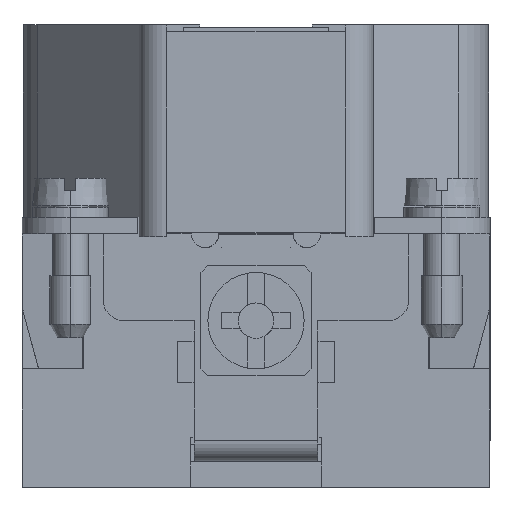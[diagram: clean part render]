
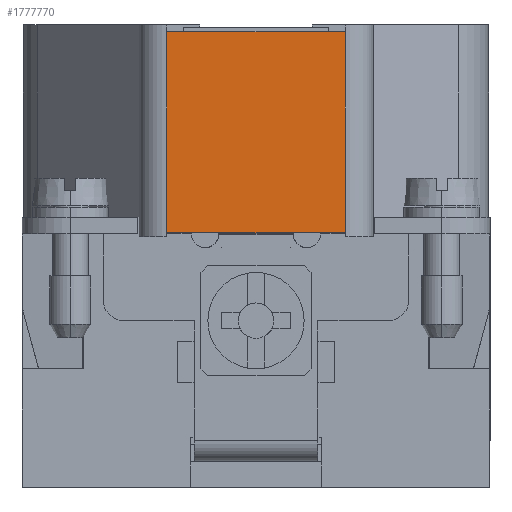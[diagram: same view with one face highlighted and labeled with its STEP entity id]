
A CAD part, left-side view. The second image highlights one B-rep face of the part: STEP entity #1777770.
In plain terms, the highlighted planar face has unit normal (-1, 0, 0).
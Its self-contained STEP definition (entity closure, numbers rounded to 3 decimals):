
#1776670=CARTESIAN_POINT('',(37.264,43.702,32.7));
#1776680=VERTEX_POINT('',#1776670);
#1776830=CARTESIAN_POINT('',(37.264,43.702,18.1));
#1776840=VERTEX_POINT('',#1776830);
#1777420=CARTESIAN_POINT('',(37.264,58.702,19.2));
#1777430=DIRECTION('',(1.,0.,0.));
#1777440=DIRECTION('',(0.,1.,0.));
#1777450=AXIS2_PLACEMENT_3D('',#1777420,#1777430,#1777440);
#1777460=PLANE('',#1777450);
#1777470=CARTESIAN_POINT('',(37.264,0.,32.7));
#1777480=DIRECTION('',(0.,-1.,0.));
#1777490=VECTOR('',#1777480,1.);
#1777500=LINE('',#1777470,#1777490);
#1777510=CARTESIAN_POINT('',(37.264,56.702,32.7));
#1777520=VERTEX_POINT('',#1777510);
#1777530=EDGE_CURVE('',#1777520,#1776680,#1777500,.T.);
#1777540=ORIENTED_EDGE('',*,*,#1777530,.F.);
#1777550=CARTESIAN_POINT('',(37.264,43.702,0.))
;
#1777560=DIRECTION('',(0.,0.,1.));
#1777570=VECTOR('',#1777560,1.);
#1777580=LINE('',#1777550,#1777570);
#1777590=EDGE_CURVE('',#1776840,#1776680,#1777580,.T.);
#1777600=ORIENTED_EDGE('',*,*,#1777590,.T.);
#1777610=CARTESIAN_POINT('',(37.264,0.,18.1));
#1777620=DIRECTION('',(0.,1.,0.));
#1777630=VECTOR('',#1777620,1.);
#1777640=LINE('',#1777610,#1777630);
#1777650=CARTESIAN_POINT('',(37.264,56.702,18.1));
#1777660=VERTEX_POINT('',#1777650);
#1777670=EDGE_CURVE('',#1776840,#1777660,#1777640,.T.);
#1777680=ORIENTED_EDGE('',*,*,#1777670,.F.);
#1777690=CARTESIAN_POINT('',(37.264,56.702,
0.));
#1777700=DIRECTION('',(0.,0.,1.));
#1777710=VECTOR('',#1777700,1.);
#1777720=LINE('',#1777690,#1777710);
#1777730=EDGE_CURVE('',#1777660,#1777520,#1777720,.T.);
#1777740=ORIENTED_EDGE('',*,*,#1777730,.F.);
#1777750=EDGE_LOOP('',(#1777740,#1777680,#1777600,#1777540));
#1777760=FACE_OUTER_BOUND('',#1777750,.T.);
#1777770=ADVANCED_FACE('',(#1777760),#1777460,.F.);
